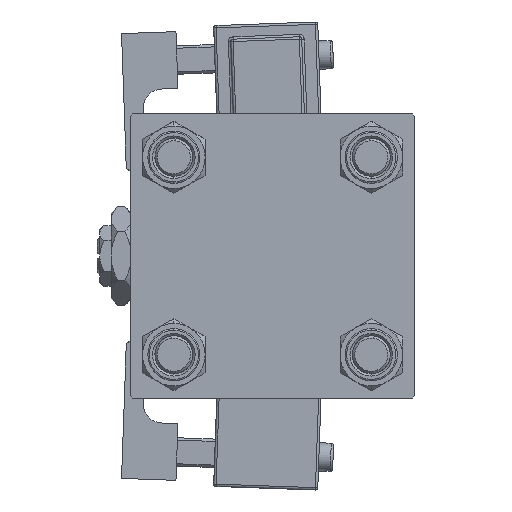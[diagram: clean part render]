
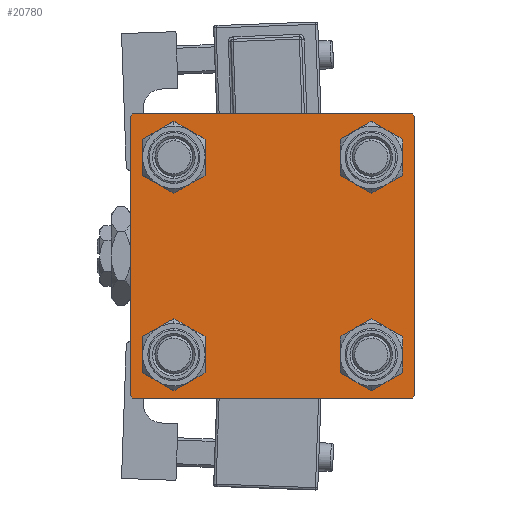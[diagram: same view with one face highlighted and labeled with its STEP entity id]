
A CAD part, left-side view. The second image highlights one B-rep face of the part: STEP entity #20780.
In plain terms, the highlighted planar face has unit normal (-1, 0, 0).
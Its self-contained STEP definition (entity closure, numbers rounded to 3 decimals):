
#11 = AXIS2_PLACEMENT_3D ( 'NONE', #28673, #45486, #28122 ) ;
#35 = EDGE_LOOP ( 'NONE', ( #54296, #49949 ) ) ;
#1208 = CARTESIAN_POINT ( 'NONE',  ( 0., -20.85, 20.85 ) ) ;
#2537 = DIRECTION ( 'NONE',  ( 0., 0.707, -0.707 ) ) ;
#3875 = AXIS2_PLACEMENT_3D ( 'NONE', #32113, #48076, #10375 ) ;
#5003 = VERTEX_POINT ( 'NONE', #16704 ) ;
#5417 = EDGE_CURVE ( 'NONE', #35085, #35980, #11639, .T. ) ;
#5517 = VECTOR ( 'NONE', #27419, 1000. ) ;
#5958 = AXIS2_PLACEMENT_3D ( 'NONE', #34976, #52053, #47375 ) ;
#6755 = CARTESIAN_POINT ( 'NONE',  ( 0., 30., 29.5 ) ) ;
#7162 = CARTESIAN_POINT ( 'NONE',  ( 0., 29.5, -30. ) ) ;
#7546 = EDGE_CURVE ( 'NONE', #51845, #5003, #45905, .T. ) ;
#7673 = CIRCLE ( 'NONE', #38452, 4.5 ) ;
#7794 = CIRCLE ( 'NONE', #15679, 4.5 ) ;
#7969 = DIRECTION ( 'NONE',  ( 1., 0., 0. ) ) ;
#9246 = EDGE_CURVE ( 'NONE', #12378, #40567, #19707, .T. ) ;
#9271 = VECTOR ( 'NONE', #14224, 1000. ) ;
#9274 = VECTOR ( 'NONE', #53870, 1000. ) ;
#9377 = ORIENTED_EDGE ( 'NONE', *, *, #26651, .T. ) ;
#9390 = PLANE ( 'NONE',  #13697 ) ;
#9505 = VERTEX_POINT ( 'NONE', #33111 ) ;
#10111 = CARTESIAN_POINT ( 'NONE',  ( 0., 29.75, -29.75 ) ) ;
#10375 = DIRECTION ( 'NONE',  ( 0., 0., 1. ) ) ;
#10469 = FACE_BOUND ( 'NONE', #35, .T. ) ;
#10552 = EDGE_CURVE ( 'NONE', #36738, #20936, #25838, .T. ) ;
#11600 = DIRECTION ( 'NONE',  ( 0., 0., 1. ) ) ;
#11639 = LINE ( 'NONE', #32825, #13320 ) ;
#11892 = VECTOR ( 'NONE', #35571, 1000. ) ;
#12108 = CARTESIAN_POINT ( 'NONE',  ( 0., 20.85, -20.85 ) ) ;
#12110 = ORIENTED_EDGE ( 'NONE', *, *, #41958, .T. ) ;
#12347 = DIRECTION ( 'NONE',  ( 1., 0., 0. ) ) ;
#12378 = VERTEX_POINT ( 'NONE', #48129 ) ;
#12577 = LINE ( 'NONE', #25759, #14546 ) ;
#12610 = CARTESIAN_POINT ( 'NONE',  ( 0., -20.85, 20.85 ) ) ;
#13320 = VECTOR ( 'NONE', #2537, 1000. ) ;
#13525 = CARTESIAN_POINT ( 'NONE',  ( 0., 20.85, -16.35 ) ) ;
#13697 = AXIS2_PLACEMENT_3D ( 'NONE', #51238, #26154, #47365 ) ;
#14224 = DIRECTION ( 'NONE',  ( 0., -0.707, -0.707 ) ) ;
#14546 = VECTOR ( 'NONE', #29344, 1000. ) ;
#14615 = CARTESIAN_POINT ( 'NONE',  ( 0., 20.85, -20.85 ) ) ;
#14785 = VECTOR ( 'NONE', #53456, 1000. ) ;
#14831 = CARTESIAN_POINT ( 'NONE',  ( 0., -20.85, 16.35 ) ) ;
#14927 = CARTESIAN_POINT ( 'NONE',  ( 0., 30., -29.5 ) ) ;
#15679 = AXIS2_PLACEMENT_3D ( 'NONE', #12610, #12347, #45924 ) ;
#15696 = AXIS2_PLACEMENT_3D ( 'NONE', #12108, #7969, #19516 ) ;
#15928 = LINE ( 'NONE', #19768, #30478 ) ;
#16127 = EDGE_CURVE ( 'NONE', #35980, #27101, #45610, .T. ) ;
#16687 = DIRECTION ( 'NONE',  ( 1., 0., 0. ) ) ;
#16704 = CARTESIAN_POINT ( 'NONE',  ( 0., 20.85, -25.35 ) ) ;
#18072 = VERTEX_POINT ( 'NONE', #25739 ) ;
#18940 = EDGE_CURVE ( 'NONE', #27101, #20864, #48366, .T. ) ;
#19516 = DIRECTION ( 'NONE',  ( 0., 0., 1. ) ) ;
#19707 = LINE ( 'NONE', #23286, #5517 ) ;
#19768 = CARTESIAN_POINT ( 'NONE',  ( 0., 30., -30. ) ) ;
#19990 = CARTESIAN_POINT ( 'NONE',  ( 0., 20.85, 20.85 ) ) ;
#20020 = EDGE_CURVE ( 'NONE', #12378, #53142, #12577, .T. ) ;
#20780 = ADVANCED_FACE ( 'NONE', ( #44047, #10469, #39931, #34442, #30551 ), #9390, .T. ) ;
#20864 = VERTEX_POINT ( 'NONE', #7162 ) ;
#20936 = VERTEX_POINT ( 'NONE', #24360 ) ;
#21827 = EDGE_LOOP ( 'NONE', ( #12110, #40050 ) ) ;
#22157 = ORIENTED_EDGE ( 'NONE', *, *, #16127, .T. ) ;
#22363 = ORIENTED_EDGE ( 'NONE', *, *, #9246, .T. ) ;
#22669 = DIRECTION ( 'NONE',  ( 1., 0., 0. ) ) ;
#23286 = CARTESIAN_POINT ( 'NONE',  ( 0., -29.75, 29.75 ) ) ;
#23293 = VERTEX_POINT ( 'NONE', #33947 ) ;
#23724 = VERTEX_POINT ( 'NONE', #14831 ) ;
#23907 = ORIENTED_EDGE ( 'NONE', *, *, #18940, .T. ) ;
#24360 = CARTESIAN_POINT ( 'NONE',  ( 0., -20.85, -25.35 ) ) ;
#24809 = CARTESIAN_POINT ( 'NONE',  ( 0., 30., 30. ) ) ;
#25739 = CARTESIAN_POINT ( 'NONE',  ( 0., 20.85, 16.35 ) ) ;
#25759 = CARTESIAN_POINT ( 'NONE',  ( 0., -30., 30. ) ) ;
#25838 = CIRCLE ( 'NONE', #3875, 4.5 ) ;
#26154 = DIRECTION ( 'NONE',  ( -1., 0., 0. ) ) ;
#26458 = EDGE_CURVE ( 'NONE', #35085, #40567, #53735, .T. ) ;
#26651 = EDGE_CURVE ( 'NONE', #5003, #51845, #39439, .T. ) ;
#27003 = ORIENTED_EDGE ( 'NONE', *, *, #7546, .T. ) ;
#27101 = VERTEX_POINT ( 'NONE', #14927 ) ;
#27419 = DIRECTION ( 'NONE',  ( 0., 0.707, 0.707 ) ) ;
#28122 = DIRECTION ( 'NONE',  ( 0., 0., 1. ) ) ;
#28673 = CARTESIAN_POINT ( 'NONE',  ( 0., -20.85, -20.85 ) ) ;
#29344 = DIRECTION ( 'NONE',  ( 0., 0., -1. ) ) ;
#30043 = ORIENTED_EDGE ( 'NONE', *, *, #45721, .T. ) ;
#30055 = EDGE_LOOP ( 'NONE', ( #27003, #9377 ) ) ;
#30271 = EDGE_CURVE ( 'NONE', #20936, #36738, #43098, .T. ) ;
#30478 = VECTOR ( 'NONE', #32727, 1000. ) ;
#30551 = FACE_OUTER_BOUND ( 'NONE', #46953, .T. ) ;
#32113 = CARTESIAN_POINT ( 'NONE',  ( 0., -20.85, -20.85 ) ) ;
#32396 = DIRECTION ( 'NONE',  ( 0., 0., 1. ) ) ;
#32727 = DIRECTION ( 'NONE',  ( 0., -1., 0. ) ) ;
#32825 = CARTESIAN_POINT ( 'NONE',  ( 0., 29.75, 29.75 ) ) ;
#33111 = CARTESIAN_POINT ( 'NONE',  ( 0., -20.85, 25.35 ) ) ;
#33216 = CARTESIAN_POINT ( 'NONE',  ( 0., 30., 30. ) ) ;
#33947 = CARTESIAN_POINT ( 'NONE',  ( 0., -29.5, -30. ) ) ;
#34442 = FACE_BOUND ( 'NONE', #21827, .T. ) ;
#34976 = CARTESIAN_POINT ( 'NONE',  ( 0., 20.85, 20.85 ) ) ;
#35085 = VERTEX_POINT ( 'NONE', #51499 ) ;
#35571 = DIRECTION ( 'NONE',  ( 0., -0.707, 0.707 ) ) ;
#35980 = VERTEX_POINT ( 'NONE', #6755 ) ;
#36221 = AXIS2_PLACEMENT_3D ( 'NONE', #14615, #36362, #11600 ) ;
#36362 = DIRECTION ( 'NONE',  ( 1., 0., 0. ) ) ;
#36738 = VERTEX_POINT ( 'NONE', #42587 ) ;
#37130 = CARTESIAN_POINT ( 'NONE',  ( 0., -29.5, 30. ) ) ;
#37625 = CIRCLE ( 'NONE', #5958, 4.5 ) ;
#38452 = AXIS2_PLACEMENT_3D ( 'NONE', #1208, #22669, #52143 ) ;
#39439 = CIRCLE ( 'NONE', #15696, 4.5 ) ;
#39796 = VERTEX_POINT ( 'NONE', #45336 ) ;
#39931 = FACE_BOUND ( 'NONE', #30055, .T. ) ;
#40050 = ORIENTED_EDGE ( 'NONE', *, *, #51977, .T. ) ;
#40263 = CARTESIAN_POINT ( 'NONE',  ( 0., -29.75, -29.75 ) ) ;
#40567 = VERTEX_POINT ( 'NONE', #37130 ) ;
#41769 = CIRCLE ( 'NONE', #46155, 4.5 ) ;
#41958 = EDGE_CURVE ( 'NONE', #39796, #18072, #41769, .T. ) ;
#42485 = EDGE_CURVE ( 'NONE', #23293, #53142, #47424, .T. ) ;
#42587 = CARTESIAN_POINT ( 'NONE',  ( 0., -20.85, -16.35 ) ) ;
#43098 = CIRCLE ( 'NONE', #11, 4.5 ) ;
#43317 = ORIENTED_EDGE ( 'NONE', *, *, #5417, .T. ) ;
#43994 = CARTESIAN_POINT ( 'NONE',  ( 0., -30., -29.5 ) ) ;
#44047 = FACE_BOUND ( 'NONE', #49669, .T. ) ;
#45336 = CARTESIAN_POINT ( 'NONE',  ( 0., 20.85, 25.35 ) ) ;
#45486 = DIRECTION ( 'NONE',  ( 1., 0., 0. ) ) ;
#45610 = LINE ( 'NONE', #33216, #9274 ) ;
#45721 = EDGE_CURVE ( 'NONE', #20864, #23293, #15928, .T. ) ;
#45905 = CIRCLE ( 'NONE', #36221, 4.5 ) ;
#45924 = DIRECTION ( 'NONE',  ( 0., 0., 1. ) ) ;
#46155 = AXIS2_PLACEMENT_3D ( 'NONE', #19990, #16687, #32396 ) ;
#46953 = EDGE_LOOP ( 'NONE', ( #22157, #23907, #30043, #47437, #53853, #22363, #51786, #43317 ) ) ;
#47365 = DIRECTION ( 'NONE',  ( 0., 0., 1. ) ) ;
#47369 = EDGE_CURVE ( 'NONE', #23724, #9505, #7673, .T. ) ;
#47375 = DIRECTION ( 'NONE',  ( 0., 0., 1. ) ) ;
#47424 = LINE ( 'NONE', #40263, #11892 ) ;
#47437 = ORIENTED_EDGE ( 'NONE', *, *, #42485, .T. ) ;
#48076 = DIRECTION ( 'NONE',  ( 1., 0., 0. ) ) ;
#48129 = CARTESIAN_POINT ( 'NONE',  ( 0., -30., 29.5 ) ) ;
#48366 = LINE ( 'NONE', #10111, #9271 ) ;
#48851 = ORIENTED_EDGE ( 'NONE', *, *, #47369, .T. ) ;
#49669 = EDGE_LOOP ( 'NONE', ( #50068, #48851 ) ) ;
#49715 = EDGE_CURVE ( 'NONE', #9505, #23724, #7794, .T. ) ;
#49949 = ORIENTED_EDGE ( 'NONE', *, *, #30271, .T. ) ;
#50068 = ORIENTED_EDGE ( 'NONE', *, *, #49715, .T. ) ;
#51238 = CARTESIAN_POINT ( 'NONE',  ( 0., 0., 0. ) ) ;
#51499 = CARTESIAN_POINT ( 'NONE',  ( 0., 29.5, 30. ) ) ;
#51786 = ORIENTED_EDGE ( 'NONE', *, *, #26458, .F. ) ;
#51845 = VERTEX_POINT ( 'NONE', #13525 ) ;
#51977 = EDGE_CURVE ( 'NONE', #18072, #39796, #37625, .T. ) ;
#52053 = DIRECTION ( 'NONE',  ( 1., 0., 0. ) ) ;
#52143 = DIRECTION ( 'NONE',  ( 0., 0., 1. ) ) ;
#53142 = VERTEX_POINT ( 'NONE', #43994 ) ;
#53456 = DIRECTION ( 'NONE',  ( 0., -1., 0. ) ) ;
#53735 = LINE ( 'NONE', #24809, #14785 ) ;
#53853 = ORIENTED_EDGE ( 'NONE', *, *, #20020, .F. ) ;
#53870 = DIRECTION ( 'NONE',  ( 0., 0., -1. ) ) ;
#54296 = ORIENTED_EDGE ( 'NONE', *, *, #10552, .T. ) ;
